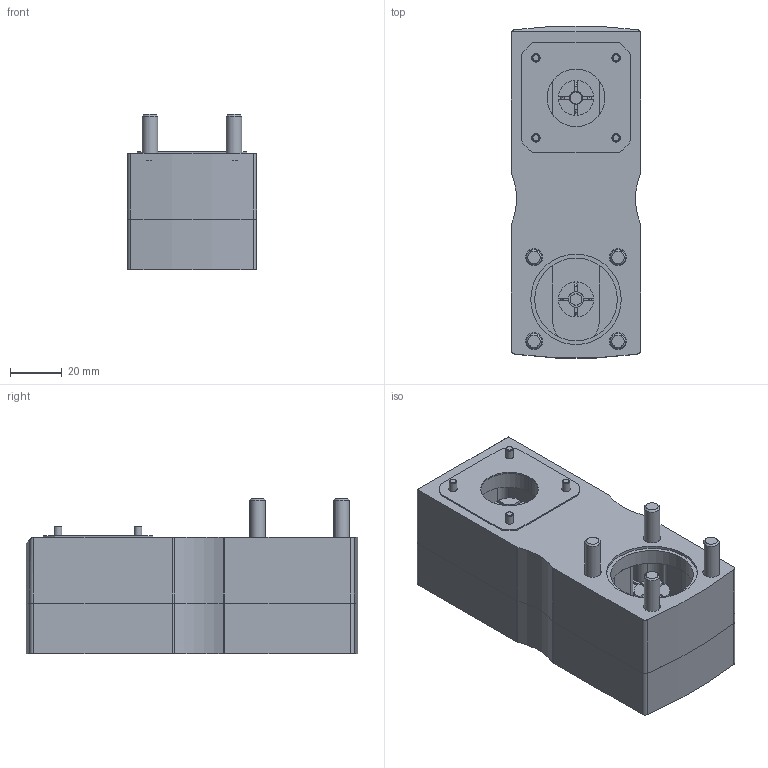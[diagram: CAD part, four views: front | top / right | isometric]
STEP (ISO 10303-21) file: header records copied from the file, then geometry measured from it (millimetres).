
FILE_DESCRIPTION(/* description */ ('STEP AP214'),/* implementation_level */ '2;1');
FILE_NAME(/* name */ '1202312_EAMM-U-50-D32-42A-78-S1',/* time_stamp */ '2025-05-14T16:15:35+02:00',/* author */ ('License CC BY-ND 4.0'),/* organization */ ('CADENAS'),/* preprocessor_version */ 'ST-DEVELOPER v19.3',/* originating_system */ 'PARTsolutions',/* authorisation */ ' ');
FILE_SCHEMA (('AUTOMOTIVE_DESIGN {1 0 10303 214 3 1 1}'));
Length unit declared in the file: millimetre
Products named in the file (10): 1202312 EAMM-U-50-D32-42A-78-S1; 1202296 EAMM-U-50-D32-42A-78-S---(UT); 1407661 EAMM-U-50-D32-...-128.8S---(OT); ISO-4762 M4x25; ISO-4762 M3x8; 1406086 M6-NBR-6x9.9x1; DIN-6912 - M6x18(F); 1204122 EAMM-U-42A-S1---(DM); 2428478 EAMH-50-5-C13.6; 2428479 EAMH-50-6-C13.6
Assembly tree (24 placements, depth 2):
  1202312 EAMM-U-50-D32-42A-78-S1
    1202296 EAMM-U-50-D32-42A-78-S---(UT)
    1407661 EAMM-U-50-D32-...-128.8S---(OT)
    ISO-4762 M4x25  x7
    ISO-4762 M3x8  x4
    1406086 M6-NBR-6x9.9x1  x4
    DIN-6912 - M6x18(F)  x4
    1204122 EAMM-U-42A-S1---(DM)
    2428478 EAMH-50-5-C13.6
    2428479 EAMH-50-6-C13.6
Bounding box: 50 x 128.44 x 60 mm (x, y, z)
Volume: 166215.2 mm3; surface area: 72801.2 mm2
Topology: 24 solids, 24 shells, 820 faces, 1973 edges, 1237 vertices
Faces by surface type: plane 394, cone 213, cylinder 195, torus 18
Full cylindrical faces by diameter (mm): 3 x8, 3.242 x7, 3.3 x4, 4 x7, 4.134 x2, 4.5 x9, 4.917 x4, 5 x1, 5.4 x1, 5.5 x4, 6 x9, 6.2 x2, 6.4 x1, 6.6 x4, 7 x7, 8 x7, 9.9 x4, 10 x4, 10.5 x4, 12 x2, 22.3 x1, 32 x1, 35 x1
Entity records: 13741 total; most frequent: CARTESIAN_POINT 2549, DIRECTION 2375, ORIENTED_EDGE 2048, EDGE_CURVE 1024, AXIS2_PLACEMENT_3D 947, VERTEX_POINT 739, FACE_BOUND 661, EDGE_LOOP 645
